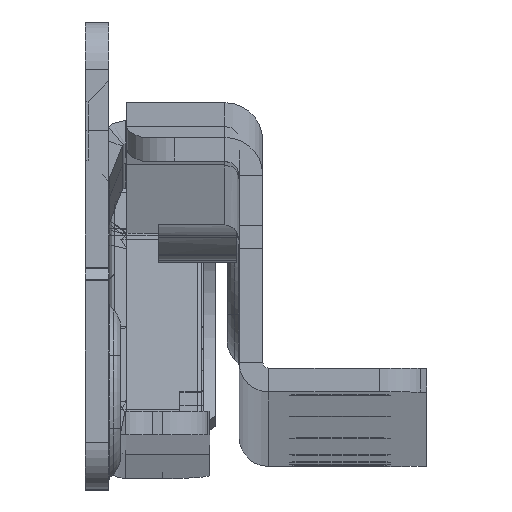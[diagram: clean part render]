
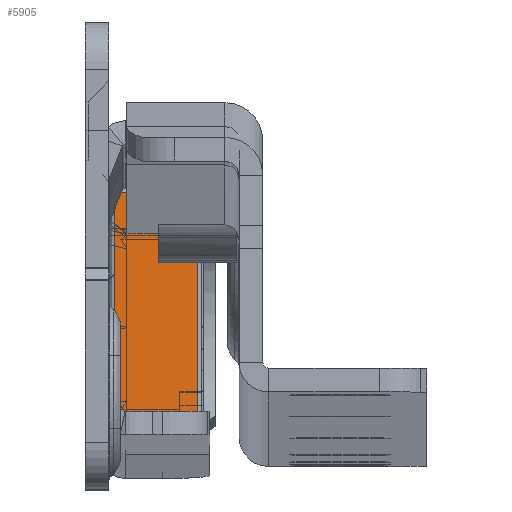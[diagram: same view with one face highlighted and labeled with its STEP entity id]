
A CAD part, top view. The second image highlights one B-rep face of the part: STEP entity #5905.
In plain terms, the highlighted face is planar.
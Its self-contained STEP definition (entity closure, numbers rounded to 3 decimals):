
#37 = DIRECTION ( 'NONE',  ( -1., 0., 0. ) ) ;
#345 = VERTEX_POINT ( 'NONE', #1954 ) ;
#911 = LINE ( 'NONE', #7674, #4718 ) ;
#1002 = EDGE_LOOP ( 'NONE', ( #9054, #8733, #1211, #1723 ) ) ;
#1023 = FACE_OUTER_BOUND ( 'NONE', #1002, .T. ) ;
#1211 = ORIENTED_EDGE ( 'NONE', *, *, #9931, .F. ) ;
#1723 = ORIENTED_EDGE ( 'NONE', *, *, #11028, .T. ) ;
#1954 = CARTESIAN_POINT ( 'NONE',  ( 0., -11., 7.5 ) ) ;
#2021 = CARTESIAN_POINT ( 'NONE',  ( 0., -11., 8. ) ) ;
#3371 = AXIS2_PLACEMENT_3D ( 'NONE', #9007, #37, #4027 ) ;
#4027 = DIRECTION ( 'NONE',  ( 0., 0., 1. ) ) ;
#4099 = EDGE_CURVE ( 'NONE', #12486, #7921, #5238, .T. ) ;
#4297 = EDGE_CURVE ( 'NONE', #7921, #9946, #911, .T. ) ;
#4718 = VECTOR ( 'NONE', #11606, 1000. ) ;
#5160 = CARTESIAN_POINT ( 'NONE',  ( 0., -11., 0.5 ) ) ;
#5238 = LINE ( 'NONE', #5974, #7444 ) ;
#5598 = DIRECTION ( 'NONE',  ( 0., 1., 0. ) ) ;
#5905 = ADVANCED_FACE ( 'NONE', ( #1023 ), #7106, .T. ) ;
#5974 = CARTESIAN_POINT ( 'NONE',  ( 0., 11., 8. ) ) ;
#6229 = VECTOR ( 'NONE', #5598, 1000. ) ;
#7106 = PLANE ( 'NONE',  #3371 ) ;
#7444 = VECTOR ( 'NONE', #12060, 1000. ) ;
#7674 = CARTESIAN_POINT ( 'NONE',  ( 0., -11., 0.5 ) ) ;
#7921 = VERTEX_POINT ( 'NONE', #11020 ) ;
#8733 = ORIENTED_EDGE ( 'NONE', *, *, #4297, .T. ) ;
#9007 = CARTESIAN_POINT ( 'NONE',  ( 0., -11., 8. ) ) ;
#9034 = DIRECTION ( 'NONE',  ( 0., 0., -1. ) ) ;
#9054 = ORIENTED_EDGE ( 'NONE', *, *, #4099, .T. ) ;
#9931 = EDGE_CURVE ( 'NONE', #345, #9946, #11002, .T. ) ;
#9946 = VERTEX_POINT ( 'NONE', #5160 ) ;
#10181 = VECTOR ( 'NONE', #9034, 1000. ) ;
#10503 = CARTESIAN_POINT ( 'NONE',  ( 0., 11., 7.5 ) ) ;
#11002 = LINE ( 'NONE', #2021, #10181 ) ;
#11020 = CARTESIAN_POINT ( 'NONE',  ( 0., 11., 0.5 ) ) ;
#11028 = EDGE_CURVE ( 'NONE', #345, #12486, #11691, .T. ) ;
#11606 = DIRECTION ( 'NONE',  ( 0., -1., 0. ) ) ;
#11691 = LINE ( 'NONE', #11752, #6229 ) ;
#11752 = CARTESIAN_POINT ( 'NONE',  ( 0., -11., 7.5 ) ) ;
#12060 = DIRECTION ( 'NONE',  ( 0., 0., -1. ) ) ;
#12486 = VERTEX_POINT ( 'NONE', #10503 ) ;
